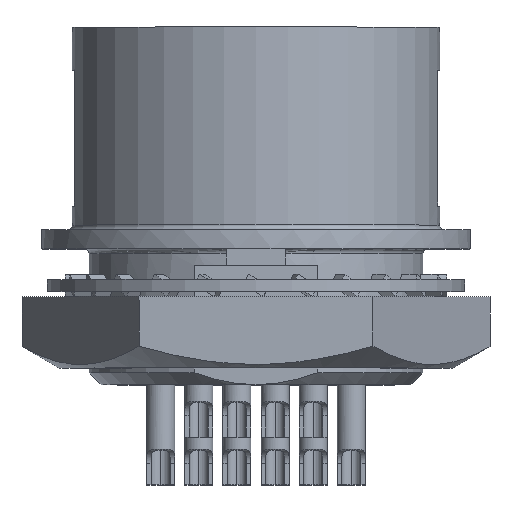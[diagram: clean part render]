
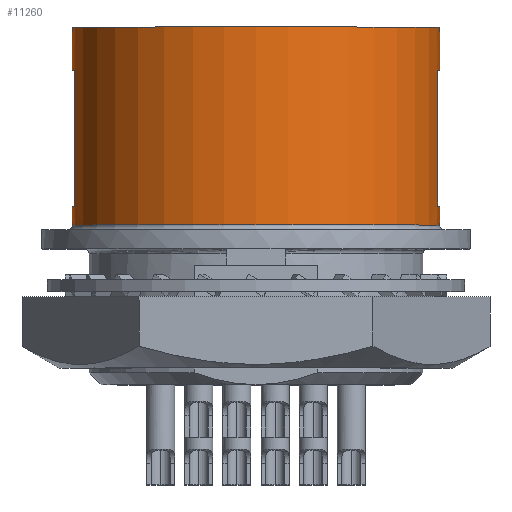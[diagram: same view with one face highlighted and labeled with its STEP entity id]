
A CAD part, top view. The second image highlights one B-rep face of the part: STEP entity #11260.
In plain terms, the highlighted cylindrical face has radius 7.7 mm (diameter 15.4 mm), a partial arc.
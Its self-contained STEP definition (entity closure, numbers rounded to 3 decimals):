
#10290=CARTESIAN_POINT('',(0.,15.,0.));
#10300=DIRECTION('',(0.,1.,0.));
#10310=DIRECTION('',(1.,0.,0.));
#10320=AXIS2_PLACEMENT_3D('',#10290,#10300,#10310);
#10330=CIRCLE('',#10320,7.7);
#10340=CARTESIAN_POINT('',(7.7,15.,0.));
#10350=VERTEX_POINT('',#10340);
#10360=CARTESIAN_POINT('',(-7.7,15.,0.));
#10370=VERTEX_POINT('',#10360);
#10400=EDGE_CURVE('',#10370,#10350,#10330,.T.);
#10450=CARTESIAN_POINT('',(0.,10.75,0.));
#10460=DIRECTION('',(0.,-1.,0.));
#10470=DIRECTION('',(-1.,0.,0.));
#10480=AXIS2_PLACEMENT_3D('',#10450,#10460,#10470);
#10490=CYLINDRICAL_SURFACE('',#10480,7.7);
#10500=CARTESIAN_POINT('',(-7.7,10.75,0.));
#10510=DIRECTION('',(0.,-1.,0.));
#10520=VECTOR('',#10510,1.);
#10530=LINE('',#10500,#10520);
#10540=CARTESIAN_POINT('',(-7.7,7.5,0.));
#10550=VERTEX_POINT('',#10540);
#10560=CARTESIAN_POINT('',(-7.7,6.7,0.));
#10570=VERTEX_POINT('',#10560);
#10580=EDGE_CURVE('',#10550,#10570,#10530,.T.);
#10590=ORIENTED_EDGE('',*,*,#10580,.T.);
#10600=CARTESIAN_POINT('',(0.,7.5,0.));
#10610=DIRECTION('',(0.,-1.,0.));
#10620=DIRECTION('',(-1.,0.,0.));
#10630=AXIS2_PLACEMENT_3D('',#10600,#10610,#10620);
#10640=CIRCLE('',#10630,7.7);
#10650=CARTESIAN_POINT('',(-7.614,7.5,1.15));
#10660=VERTEX_POINT('',#10650);
#10670=EDGE_CURVE('',#10660,#10550,#10640,.T.);
#10680=ORIENTED_EDGE('',*,*,#10670,.T.);
#10690=CARTESIAN_POINT('',(-7.614,10.75,1.15));
#10700=DIRECTION('',(0.,-1.,0.));
#10710=VECTOR('',#10700,1.);
#10720=LINE('',#10690,#10710);
#10730=CARTESIAN_POINT('',(-7.614,13.2,1.15));
#10740=VERTEX_POINT('',#10730);
#10750=EDGE_CURVE('',#10740,#10660,#10720,.T.);
#10760=ORIENTED_EDGE('',*,*,#10750,.T.);
#10770=CARTESIAN_POINT('',(0.,13.2,0.));
#10780=DIRECTION('',(0.,-1.,0.));
#10790=DIRECTION('',(-1.,0.,0.));
#10800=AXIS2_PLACEMENT_3D('',#10770,#10780,#10790);
#10810=CIRCLE('',#10800,7.7);
#10820=CARTESIAN_POINT('',(-7.7,13.2,0.));
#10830=VERTEX_POINT('',#10820);
#10840=EDGE_CURVE('',#10740,#10830,#10810,.T.);
#10850=ORIENTED_EDGE('',*,*,#10840,.F.);
#10860=EDGE_CURVE('',#10370,#10830,#10530,.T.);
#10870=ORIENTED_EDGE('',*,*,#10860,.T.);
#10880=ORIENTED_EDGE('',*,*,#10400,.F.);
#10890=CARTESIAN_POINT('',(7.7,10.75,0.));
#10900=DIRECTION('',(0.,-1.,0.));
#10910=VECTOR('',#10900,1.);
#10920=LINE('',#10890,#10910);
#10930=CARTESIAN_POINT('',(7.7,13.2,0.));
#10940=VERTEX_POINT('',#10930);
#10950=EDGE_CURVE('',#10350,#10940,#10920,.T.);
#10960=ORIENTED_EDGE('',*,*,#10950,.F.);
#10970=CARTESIAN_POINT('',(7.614,13.2,1.15));
#10980=VERTEX_POINT('',#10970);
#10990=EDGE_CURVE('',#10940,#10980,#10810,.T.);
#11000=ORIENTED_EDGE('',*,*,#10990,.F.);
#11010=CARTESIAN_POINT('',(7.614,10.75,1.15));
#11020=DIRECTION('',(0.,-1.,0.));
#11030=VECTOR('',#11020,1.);
#11040=LINE('',#11010,#11030);
#11050=CARTESIAN_POINT('',(7.614,7.5,1.15));
#11060=VERTEX_POINT('',#11050);
#11070=EDGE_CURVE('',#10980,#11060,#11040,.T.);
#11080=ORIENTED_EDGE('',*,*,#11070,.F.);
#11090=CARTESIAN_POINT('',(7.7,7.5,0.));
#11100=VERTEX_POINT('',#11090);
#11110=EDGE_CURVE('',#11100,#11060,#10640,.T.);
#11120=ORIENTED_EDGE('',*,*,#11110,.T.);
#11130=CARTESIAN_POINT('',(7.7,6.7,0.));
#11140=VERTEX_POINT('',#11130);
#11150=EDGE_CURVE('',#11100,#11140,#10920,.T.);
#11160=ORIENTED_EDGE('',*,*,#11150,.F.);
#11170=CARTESIAN_POINT('',(0.,6.7,0.));
#11180=DIRECTION('',(0.,-1.,0.));
#11190=DIRECTION('',(-1.,0.,0.));
#11200=AXIS2_PLACEMENT_3D('',#11170,#11180,#11190);
#11210=CIRCLE('',#11200,7.7);
#11220=EDGE_CURVE('',#11140,#10570,#11210,.T.);
#11230=ORIENTED_EDGE('',*,*,#11220,.F.);
#11240=EDGE_LOOP('',(#11230,#11160,#11120,#11080,#11000,#10960,#10880,
#10870,#10850,#10760,#10680,#10590));
#11250=FACE_OUTER_BOUND('',#11240,.T.);
#11260=ADVANCED_FACE('',(#11250),#10490,.T.);
